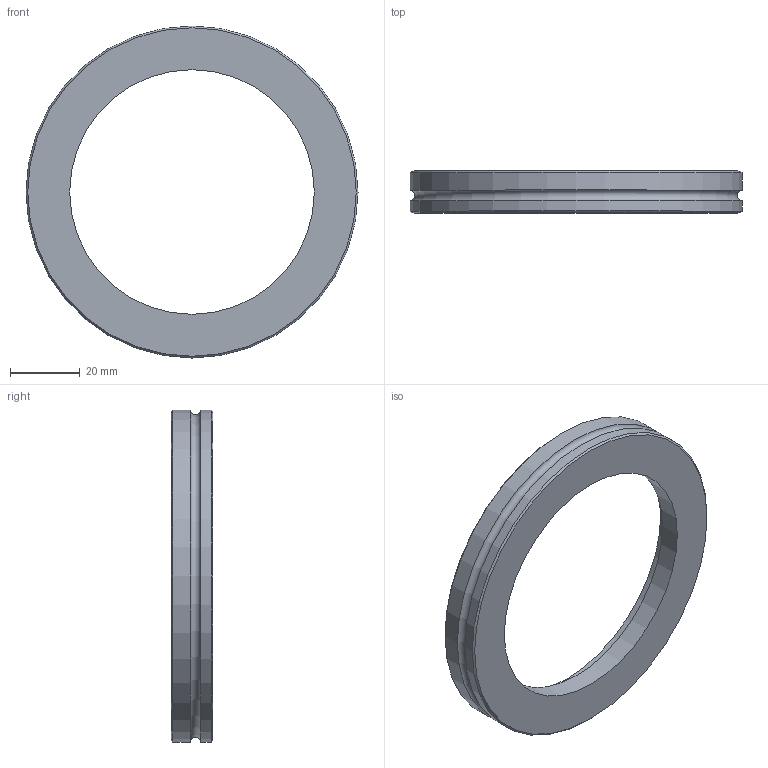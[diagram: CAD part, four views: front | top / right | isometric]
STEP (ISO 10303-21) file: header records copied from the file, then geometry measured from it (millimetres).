
FILE_DESCRIPTION(/* description */ (''),/* implementation_level */ '2;1');
FILE_NAME(/* name */ 'FL-63LF-W76.stp',/* time_stamp */ '2018-07-09T11:22:36+01:00',/* author */ ('paul'),/* organization */ (''),/* preprocessor_version */ 'ST-DEVELOPER v17',/* originating_system */ 'Autodesk Inventor 2019',/* authorisation */ '');
FILE_SCHEMA (('AUTOMOTIVE_DESIGN { 1 0 10303 214 3 1 1 }'));
Length unit declared in the file: millimetre
Products named in the file (1): FL-63LF-W76
Bounding box: 95 x 12 x 95 mm (x, y, z)
Volume: 29778.8 mm3; surface area: 13087.7 mm2
Topology: 1 solids, 1 shells, 13 faces, 34 edges, 25 vertices
Faces by surface type: cylinder 5, plane 4, cone 3, torus 1
Full cylindrical faces by diameter (mm): 70 x1, 76.5 x1, 90 x1, 95 x2
Entity records: 473 total; most frequent: DIRECTION 88, CARTESIAN_POINT 73, ORIENTED_EDGE 68, AXIS2_PLACEMENT_3D 40, EDGE_CURVE 34, CIRCLE 26, VERTEX_POINT 25, EDGE_LOOP 17
